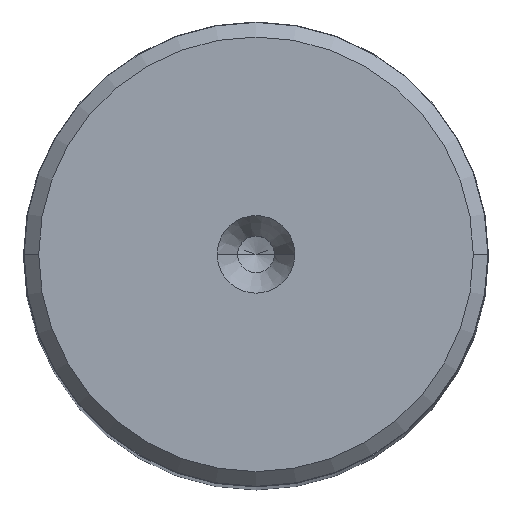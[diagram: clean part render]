
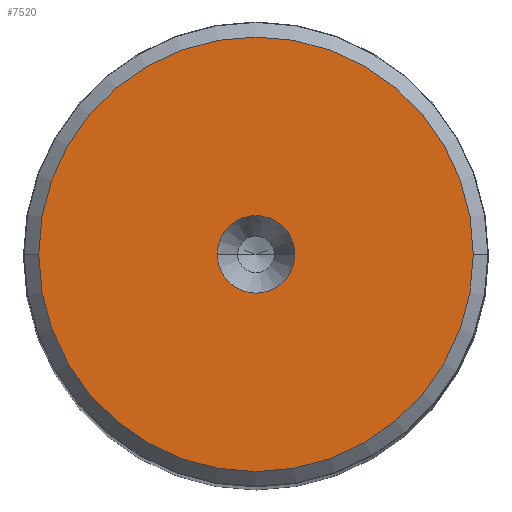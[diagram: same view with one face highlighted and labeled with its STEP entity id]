
A CAD part, top view. The second image highlights one B-rep face of the part: STEP entity #7520.
In plain terms, the highlighted planar face has unit normal (0, 0, 1).
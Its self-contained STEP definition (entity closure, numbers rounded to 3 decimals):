
#4253=CARTESIAN_POINT('',(0.,0.,0.));
#4254=DIRECTION('',(0.,0.,1.));
#4255=DIRECTION('',(1.,0.,0.));
#4256=AXIS2_PLACEMENT_3D('',#4253,#4254,#4255);
#4261=CARTESIAN_POINT('',(0.,0.,0.));
#4262=DIRECTION('',(0.,0.,1.));
#4263=DIRECTION('',(0.,-1.,0.));
#4264=AXIS2_PLACEMENT_3D('',#4261,#4262,#4263);
#4269=CARTESIAN_POINT('',(0.,0.,0.));
#4270=DIRECTION('',(0.,0.,1.));
#4271=DIRECTION('',(-1.,0.,0.));
#4272=AXIS2_PLACEMENT_3D('',#4269,#4270,#4271);
#4277=CARTESIAN_POINT('',(0.,0.,0.));
#4278=DIRECTION('',(0.,0.,1.));
#4279=DIRECTION('',(0.,1.,0.));
#4280=AXIS2_PLACEMENT_3D('',#4277,#4278,#4279);
#4285=CARTESIAN_POINT('',(0.,0.,0.));
#4286=DIRECTION('',(0.,0.,-1.));
#4287=DIRECTION('',(1.,0.,0.));
#4288=AXIS2_PLACEMENT_3D('',#4285,#4286,#4287);
#4293=CARTESIAN_POINT('',(0.,0.,0.));
#4294=DIRECTION('',(0.,0.,-1.));
#4295=DIRECTION('',(-1.,0.,0.));
#4296=AXIS2_PLACEMENT_3D('',#4293,#4294,#4295);
#4680=CARTESIAN_POINT('',(-14.84,0.,0.));
#4681=VERTEX_POINT('',#4680);
#4682=CARTESIAN_POINT('',(0.,14.84,0.));
#4683=VERTEX_POINT('',#4682);
#4684=CARTESIAN_POINT('',(14.84,0.,0.));
#4685=VERTEX_POINT('',#4684);
#4686=CARTESIAN_POINT('',(0.,-14.84,0.));
#4687=VERTEX_POINT('',#4686);
#4690=CARTESIAN_POINT('',(2.65,0.,0.));
#4691=CARTESIAN_POINT('',(-2.65,0.,0.));
#4692=VERTEX_POINT('',#4690);
#4693=VERTEX_POINT('',#4691);
#7503=CARTESIAN_POINT('',(0.,0.,0.));
#7504=DIRECTION('',(0.,0.,1.));
#7505=DIRECTION('',(1.,0.,0.));
#7506=AXIS2_PLACEMENT_3D('',#7503,#7504,#7505);
#7507=PLANE('',#7506);
#7508=ORIENTED_EDGE('',*,*,#7480,.F.);
#7509=ORIENTED_EDGE('',*,*,#7498,.F.);
#7510=ORIENTED_EDGE('',*,*,#7496,.F.);
#7511=ORIENTED_EDGE('',*,*,#7482,.F.);
#7512=EDGE_LOOP('',(#7508,#7509,#7510,#7511));
#7513=FACE_OUTER_BOUND('',#7512,.F.);
#7515=ORIENTED_EDGE('',*,*,#7514,.F.);
#7517=ORIENTED_EDGE('',*,*,#7516,.F.);
#7518=EDGE_LOOP('',(#7515,#7517));
#7519=FACE_BOUND('',#7518,.F.);
#4257=CIRCLE('',#4256,14.84);
#4265=CIRCLE('',#4264,14.84);
#4273=CIRCLE('',#4272,14.84);
#4281=CIRCLE('',#4280,14.84);
#4289=CIRCLE('',#4288,2.65);
#4297=CIRCLE('',#4296,2.65);
#7480=EDGE_CURVE('',#4685,#4683,#4257,.T.);
#7482=EDGE_CURVE('',#4683,#4681,#4281,.T.);
#7496=EDGE_CURVE('',#4681,#4687,#4273,.T.);
#7498=EDGE_CURVE('',#4687,#4685,#4265,.T.);
#7514=EDGE_CURVE('',#4692,#4693,#4289,.T.);
#7516=EDGE_CURVE('',#4693,#4692,#4297,.T.);
#7520=ADVANCED_FACE('',(#7513,#7519),#7507,.T.);
